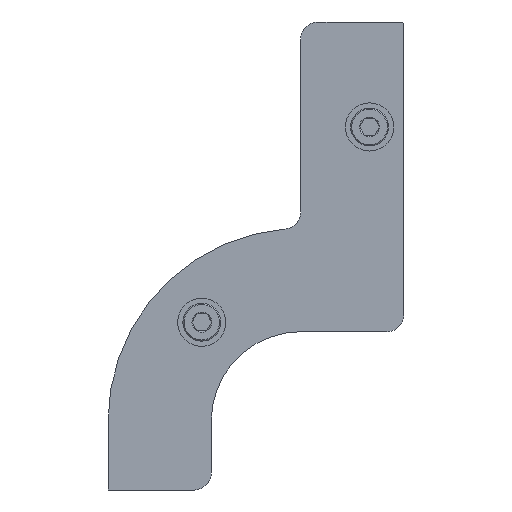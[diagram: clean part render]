
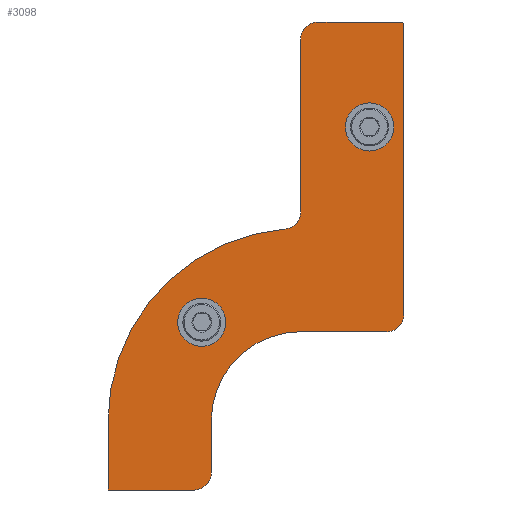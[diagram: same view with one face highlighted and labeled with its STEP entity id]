
A CAD part, left-side view. The second image highlights one B-rep face of the part: STEP entity #3098.
In plain terms, the highlighted planar face has unit normal (-1, 0, 0).
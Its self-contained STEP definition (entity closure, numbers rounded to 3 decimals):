
#334=FACE_BOUND('',#575,.T.);
#335=FACE_BOUND('',#576,.T.);
#353=PLANE('',#3345);
#394=FACE_OUTER_BOUND('',#574,.T.);
#574=EDGE_LOOP('',(#2062,#2063,#2064,#2065,#2066,#2067,#2068,#2069,#2070,
#2071,#2072,#2073,#2074,#2075));
#575=EDGE_LOOP('',(#2076,#2077));
#576=EDGE_LOOP('',(#2078,#2079));
#763=LINE('',#4517,#920);
#779=LINE('',#4572,#936);
#780=LINE('',#4577,#937);
#781=LINE('',#4583,#938);
#782=LINE('',#4585,#939);
#783=LINE('',#4589,#940);
#784=LINE('',#4593,#941);
#920=VECTOR('',#3678,10.);
#936=VECTOR('',#3732,12.);
#937=VECTOR('',#3737,25.103);
#938=VECTOR('',#3742,10.);
#939=VECTOR('',#3743,12.5);
#940=VECTOR('',#3746,7.5);
#941=VECTOR('',#3749,12.5);
#1084=CIRCLE('',#3340,1.6);
#1085=CIRCLE('',#3341,1.6);
#1086=CIRCLE('',#3343,0.5);
#1087=CIRCLE('',#3346,2.5);
#1088=CIRCLE('',#3347,2.5);
#1089=CIRCLE('',#3348,28.);
#1090=CIRCLE('',#3349,2.5);
#1091=CIRCLE('',#3350,13.);
#1092=CIRCLE('',#3351,2.5);
#1093=CIRCLE('',#3352,1.6);
#1094=CIRCLE('',#3353,1.6);
#1206=VERTEX_POINT('',#4514);
#1207=VERTEX_POINT('',#4516);
#1224=VERTEX_POINT('',#4560);
#1225=VERTEX_POINT('',#4562);
#1226=VERTEX_POINT('',#4566);
#1227=VERTEX_POINT('',#4570);
#1228=VERTEX_POINT('',#4574);
#1229=VERTEX_POINT('',#4576);
#1230=VERTEX_POINT('',#4578);
#1231=VERTEX_POINT('',#4580);
#1232=VERTEX_POINT('',#4582);
#1233=VERTEX_POINT('',#4584);
#1234=VERTEX_POINT('',#4586);
#1235=VERTEX_POINT('',#4588);
#1236=VERTEX_POINT('',#4590);
#1237=VERTEX_POINT('',#4592);
#1238=VERTEX_POINT('',#4595);
#1239=VERTEX_POINT('',#4596);
#1530=EDGE_CURVE('',#1206,#1207,#763,.T.);
#1553=EDGE_CURVE('',#1224,#1225,#1084,.T.);
#1554=EDGE_CURVE('',#1225,#1224,#1085,.T.);
#1555=EDGE_CURVE('',#1206,#1226,#1086,.T.);
#1558=EDGE_CURVE('',#1227,#1226,#779,.T.);
#1559=EDGE_CURVE('',#1227,#1228,#1087,.T.);
#1560=EDGE_CURVE('',#1229,#1228,#780,.T.);
#1561=EDGE_CURVE('',#1229,#1230,#1088,.T.);
#1562=EDGE_CURVE('',#1231,#1230,#1089,.T.);
#1563=EDGE_CURVE('',#1232,#1231,#781,.F.);
#1564=EDGE_CURVE('',#1233,#1232,#782,.T.);
#1565=EDGE_CURVE('',#1234,#1233,#1090,.T.);
#1566=EDGE_CURVE('',#1234,#1235,#783,.T.);
#1567=EDGE_CURVE('',#1235,#1236,#1091,.T.);
#1568=EDGE_CURVE('',#1236,#1237,#784,.T.);
#1569=EDGE_CURVE('',#1207,#1237,#1092,.F.);
#1570=EDGE_CURVE('',#1238,#1239,#1093,.T.);
#1571=EDGE_CURVE('',#1239,#1238,#1094,.T.);
#2062=ORIENTED_EDGE('',*,*,#1555,.T.);
#2063=ORIENTED_EDGE('',*,*,#1558,.F.);
#2064=ORIENTED_EDGE('',*,*,#1559,.T.);
#2065=ORIENTED_EDGE('',*,*,#1560,.F.);
#2066=ORIENTED_EDGE('',*,*,#1561,.T.);
#2067=ORIENTED_EDGE('',*,*,#1562,.F.);
#2068=ORIENTED_EDGE('',*,*,#1563,.F.);
#2069=ORIENTED_EDGE('',*,*,#1564,.F.);
#2070=ORIENTED_EDGE('',*,*,#1565,.F.);
#2071=ORIENTED_EDGE('',*,*,#1566,.T.);
#2072=ORIENTED_EDGE('',*,*,#1567,.T.);
#2073=ORIENTED_EDGE('',*,*,#1568,.T.);
#2074=ORIENTED_EDGE('',*,*,#1569,.F.);
#2075=ORIENTED_EDGE('',*,*,#1530,.F.);
#2076=ORIENTED_EDGE('',*,*,#1570,.F.);
#2077=ORIENTED_EDGE('',*,*,#1571,.F.);
#2078=ORIENTED_EDGE('',*,*,#1554,.F.);
#2079=ORIENTED_EDGE('',*,*,#1553,.F.);
#3098=ADVANCED_FACE('',(#394,#334,#335),#353,.T.);
#3340=AXIS2_PLACEMENT_3D('',#4563,#3720,#3721);
#3341=AXIS2_PLACEMENT_3D('',#4564,#3722,#3723);
#3343=AXIS2_PLACEMENT_3D('',#4567,#3726,#3727);
#3345=AXIS2_PLACEMENT_3D('',#4573,#3733,#3734);
#3346=AXIS2_PLACEMENT_3D('',#4575,#3735,#3736);
#3347=AXIS2_PLACEMENT_3D('',#4579,#3738,#3739);
#3348=AXIS2_PLACEMENT_3D('',#4581,#3740,#3741);
#3349=AXIS2_PLACEMENT_3D('',#4587,#3744,#3745);
#3350=AXIS2_PLACEMENT_3D('',#4591,#3747,#3748);
#3351=AXIS2_PLACEMENT_3D('',#4594,#3750,#3751);
#3352=AXIS2_PLACEMENT_3D('',#4597,#3752,#3753);
#3353=AXIS2_PLACEMENT_3D('',#4598,#3754,#3755);
#3678=DIRECTION('',(0.,0.,-1.));
#3720=DIRECTION('center_axis',(-1.,0.,0.));
#3721=DIRECTION('ref_axis',(0.,0.,
1.));
#3722=DIRECTION('center_axis',(-1.,0.,0.));
#3723=DIRECTION('ref_axis',(0.,0.,
1.));
#3726=DIRECTION('center_axis',(-1.,0.,0.));
#3727=DIRECTION('ref_axis',(0.,-0.707,0.707));
#3732=DIRECTION('',(0.,-1.,0.));
#3733=DIRECTION('center_axis',(-1.,0.,0.));
#3734=DIRECTION('ref_axis',(0.,-1.,0.));
#3735=DIRECTION('center_axis',(-1.,0.,0.));
#3736=DIRECTION('ref_axis',(0.,0.707,0.707));
#3737=DIRECTION('',(0.,0.,1.));
#3738=DIRECTION('center_axis',(1.,0.,0.));
#3739=DIRECTION('ref_axis',(0.,-0.736,-0.678));
#3740=DIRECTION('center_axis',(1.,0.,0.));
#3741=DIRECTION('ref_axis',(0.,1.,0.));
#3742=DIRECTION('',(0.,0.,-1.));
#3743=DIRECTION('',(0.,1.,0.));
#3744=DIRECTION('center_axis',(1.,0.,0.));
#3745=DIRECTION('ref_axis',(0.,-0.707,-0.707));
#3746=DIRECTION('',(0.,0.,1.));
#3747=DIRECTION('center_axis',(1.,0.,0.));
#3748=DIRECTION('ref_axis',(0.,1.,0.));
#3749=DIRECTION('',(0.,-1.,0.));
#3750=DIRECTION('center_axis',(-1.,0.,0.));
#3751=DIRECTION('ref_axis',(0.,-0.707,-0.707));
#3752=DIRECTION('center_axis',(-1.,0.,0.));
#3753=DIRECTION('ref_axis',(0.,0.,
1.));
#3754=DIRECTION('center_axis',(-1.,0.,0.));
#3755=DIRECTION('ref_axis',(0.,0.,
1.));
#4514=CARTESIAN_POINT('',(-297.75,192.25,419.5));
#4516=CARTESIAN_POINT('',(-297.75,192.25,377.5));
#4517=CARTESIAN_POINT('',(-297.75,192.25,392.5));
#4560=CARTESIAN_POINT('',(-297.75,197.25,403.15));
#4562=CARTESIAN_POINT('',(-297.75,197.25,406.35));
#4563=CARTESIAN_POINT('Origin',(-297.75,197.25,404.75));
#4564=CARTESIAN_POINT('Origin',(-297.75,197.25,404.75));
#4566=CARTESIAN_POINT('',(-297.75,192.75,420.));
#4567=CARTESIAN_POINT('Origin',(-297.75,192.75,419.5));
#4570=CARTESIAN_POINT('',(-297.75,204.75,420.));
#4572=CARTESIAN_POINT('',(-297.75,199.75,420.));
#4573=CARTESIAN_POINT('Origin',(-297.75,195.75,395.));
#4574=CARTESIAN_POINT('',(-297.75,207.25,417.5));
#4575=CARTESIAN_POINT('Origin',(-297.75,204.75,417.5));
#4576=CARTESIAN_POINT('',(-297.75,207.25,392.397));
#4577=CARTESIAN_POINT('',(-297.75,207.25,405.));
#4578=CARTESIAN_POINT('',(-297.75,209.545,389.906));
#4579=CARTESIAN_POINT('Origin',(-297.75,209.75,392.397));
#4580=CARTESIAN_POINT('',(-297.75,235.25,362.));
#4581=CARTESIAN_POINT('Origin',(-297.75,207.25,362.));
#4582=CARTESIAN_POINT('',(-297.75,235.25,352.));
#4583=CARTESIAN_POINT('',(-297.75,235.25,373.5));
#4584=CARTESIAN_POINT('',(-297.75,222.75,352.));
#4585=CARTESIAN_POINT('',(-297.75,220.25,352.));
#4586=CARTESIAN_POINT('',(-297.75,220.25,354.5));
#4587=CARTESIAN_POINT('Origin',(-297.75,222.75,354.5));
#4588=CARTESIAN_POINT('',(-297.75,220.25,362.));
#4589=CARTESIAN_POINT('',(-297.75,220.25,357.));
#4590=CARTESIAN_POINT('',(-297.75,207.25,375.));
#4591=CARTESIAN_POINT('Origin',(-297.75,207.25,362.));
#4592=CARTESIAN_POINT('',(-297.75,194.75,375.));
#4593=CARTESIAN_POINT('',(-297.75,207.25,375.));
#4594=CARTESIAN_POINT('Origin',(-297.75,194.75,377.5));
#4595=CARTESIAN_POINT('',(-297.75,221.625,377.975));
#4596=CARTESIAN_POINT('',(-297.75,221.625,374.775));
#4597=CARTESIAN_POINT('Origin',(-297.75,221.625,376.375));
#4598=CARTESIAN_POINT('Origin',(-297.75,221.625,376.375));
